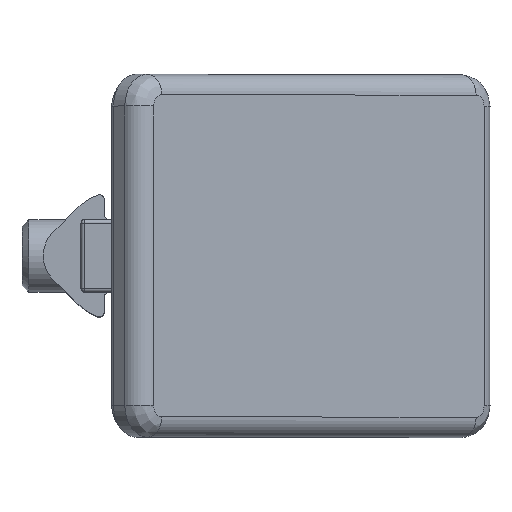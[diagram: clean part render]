
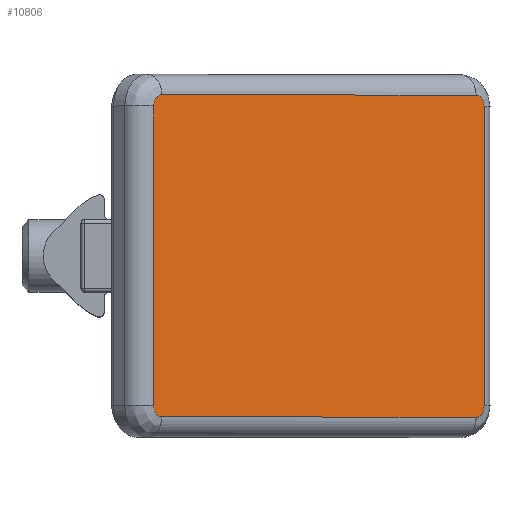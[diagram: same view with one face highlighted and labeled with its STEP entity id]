
A CAD part, top view. The second image highlights one B-rep face of the part: STEP entity #10806.
In plain terms, the highlighted face is planar.
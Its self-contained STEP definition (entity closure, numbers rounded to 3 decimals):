
#10237=CARTESIAN_POINT('',(-24.5,-17.75,-4.0));
#10238=VERTEX_POINT('',#10237);
#10246=CARTESIAN_POINT('',(24.5,-17.75,-4.0));
#10247=VERTEX_POINT('',#10246);
#10248=CARTESIAN_POINT('',(-24.5,-17.75,-4.0));
#10249=DIRECTION('',(1.0,0.0,0.0));
#10250=VECTOR('',#10249,49.0);
#10251=LINE('',#10248,#10250);
#10252=EDGE_CURVE('',#10238,#10247,#10251,.T.);
#10327=CARTESIAN_POINT('',(-25.75,-16.5,-4.0));
#10328=VERTEX_POINT('',#10327);
#10336=CARTESIAN_POINT('',(-24.5,-16.5,-4.0));
#10337=DIRECTION('',(0.0,0.0,1.0));
#10338=DIRECTION('',(-0.707,-0.707,0.0));
#10339=AXIS2_PLACEMENT_3D('',#10336,#10337,#10338);
#10340=CIRCLE('',#10339,1.25);
#10341=EDGE_CURVE('',#10328,#10238,#10340,.T.);
#10407=CARTESIAN_POINT('',(25.75,-16.5,-4.0));
#10408=VERTEX_POINT('',#10407);
#10426=CARTESIAN_POINT('',(24.5,-16.5,-4.0));
#10427=DIRECTION('',(0.0,0.0,1.0));
#10428=DIRECTION('',(0.707,-0.707,0.0));
#10429=AXIS2_PLACEMENT_3D('',#10426,#10427,#10428);
#10430=CIRCLE('',#10429,1.25);
#10431=EDGE_CURVE('',#10247,#10408,#10430,.T.);
#10443=CARTESIAN_POINT('',(-25.75,16.5,-4.0));
#10444=VERTEX_POINT('',#10443);
#10452=CARTESIAN_POINT('',(-25.75,16.5,-4.0));
#10453=DIRECTION('',(0.0,-1.0,0.0));
#10454=VECTOR('',#10453,33.0);
#10455=LINE('',#10452,#10454);
#10456=EDGE_CURVE('',#10444,#10328,#10455,.T.);
#10473=CARTESIAN_POINT('',(25.75,16.5,-4.0));
#10474=VERTEX_POINT('',#10473);
#10491=CARTESIAN_POINT('',(25.75,-16.5,-4.0));
#10492=DIRECTION('',(0.0,1.0,0.0));
#10493=VECTOR('',#10492,33.);
#10494=LINE('',#10491,#10493);
#10495=EDGE_CURVE('',#10408,#10474,#10494,.T.);
#10555=CARTESIAN_POINT('',(-24.5,17.75,-4.0));
#10556=VERTEX_POINT('',#10555);
#10564=CARTESIAN_POINT('',(-24.5,16.5,-4.0));
#10565=DIRECTION('',(0.0,0.0,1.0));
#10566=DIRECTION('',(-0.707,0.707,0.0));
#10567=AXIS2_PLACEMENT_3D('',#10564,#10565,#10566);
#10568=CIRCLE('',#10567,1.25);
#10569=EDGE_CURVE('',#10556,#10444,#10568,.T.);
#10635=CARTESIAN_POINT('',(24.5,17.75,-4.0));
#10636=VERTEX_POINT('',#10635);
#10654=CARTESIAN_POINT('',(24.5,16.5,-4.0));
#10655=DIRECTION('',(0.0,0.0,1.0));
#10656=DIRECTION('',(0.707,0.707,0.0));
#10657=AXIS2_PLACEMENT_3D('',#10654,#10655,#10656);
#10658=CIRCLE('',#10657,1.25);
#10659=EDGE_CURVE('',#10474,#10636,#10658,.T.);
#10677=CARTESIAN_POINT('',(24.5,17.75,-4.0));
#10678=DIRECTION('',(-1.0,0.0,0.0));
#10679=VECTOR('',#10678,49.0);
#10680=LINE('',#10677,#10679);
#10681=EDGE_CURVE('',#10636,#10556,#10680,.T.);
#10791=CARTESIAN_POINT('',(0.,0.,-4.0));
#10792=DIRECTION('',(0.0,0.0,1.0));
#10793=DIRECTION('',(1.0,0.0,0.0));
#10794=AXIS2_PLACEMENT_3D('',#10791,#10792,#10793);
#10795=PLANE('',#10794);
#10796=ORIENTED_EDGE('',*,*,#10252,.F.);
#10797=ORIENTED_EDGE('',*,*,#10341,.F.);
#10798=ORIENTED_EDGE('',*,*,#10456,.F.);
#10799=ORIENTED_EDGE('',*,*,#10569,.F.);
#10800=ORIENTED_EDGE('',*,*,#10681,.F.);
#10801=ORIENTED_EDGE('',*,*,#10659,.F.);
#10802=ORIENTED_EDGE('',*,*,#10495,.F.);
#10803=ORIENTED_EDGE('',*,*,#10431,.F.);
#10804=EDGE_LOOP('',(#10796,#10797,#10798,#10799,#10800,#10801,#10802,#10803));
#10805=FACE_OUTER_BOUND('',#10804,.T.);
#10806=ADVANCED_FACE('',(#10805),#10795,.F.);
